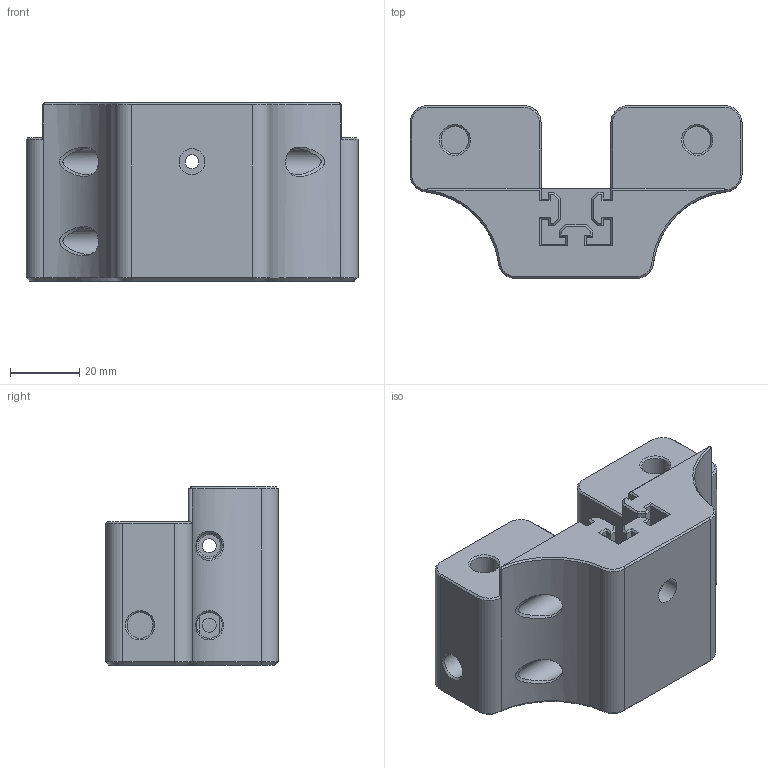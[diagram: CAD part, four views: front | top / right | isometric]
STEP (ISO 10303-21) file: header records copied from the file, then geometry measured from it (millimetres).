
FILE_DESCRIPTION(/* description */ (''),/* implementation_level */ '2;1');
FILE_NAME(/* name */ 'Y-motor-holder.step',/* time_stamp */ '2025-04-05T17:19:25+02:00',/* author */ (''),/* organization */ (''),/* preprocessor_version */ 'ST-DEVELOPER v20.1',/* originating_system */ 'Autodesk Translation Framework v14.4.0.0',/* authorisation */ '');
FILE_SCHEMA (('AUTOMOTIVE_DESIGN { 1 0 10303 214 3 1 1 }'));
Length unit declared in the file: millimetre
Products named in the file (1): (Unsaved)
Bounding box: 96 x 50 x 51.5 mm (x, y, z)
Volume: 129552.9 mm3; surface area: 27315.5 mm2
Topology: 1 solids, 1 shells, 199 faces, 506 edges, 310 vertices
Faces by surface type: plane 147, cone 26, cylinder 23, bspline 3
Full cylindrical faces by diameter (mm): 4 x4, 7.5 x5, 8 x2
Entity records: 6665 total; most frequent: CARTESIAN_POINT 1823, ORIENTED_EDGE 1012, DIRECTION 954, EDGE_CURVE 506, LINE 412, VECTOR 412, VERTEX_POINT 310, AXIS2_PLACEMENT_3D 271
